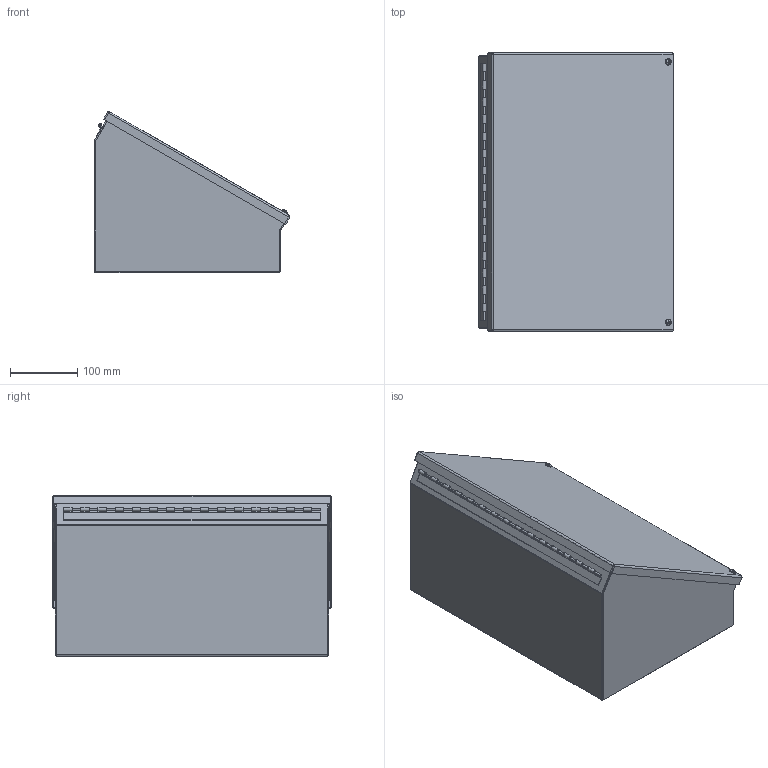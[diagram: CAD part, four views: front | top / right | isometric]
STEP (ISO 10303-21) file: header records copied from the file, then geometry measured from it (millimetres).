
FILE_DESCRIPTION(/* description */ ('WC_C, CONSOLET BACK, TOP, & BOTTOM, 12X16'),/* implementation_level */ '2;1');
FILE_NAME(/* name */ 'WC12C16.stp',/* time_stamp */ '2015-06-03T10:11:18+06:00',/* author */ ('schinnathambi'),/* organization */ (''),/* preprocessor_version */ 'ST-DEVELOPER v15.2',/* originating_system */ 'Autodesk Inventor 2014',/* authorisation */ '');
FILE_SCHEMA (('AP242_MANAGED_MODEL_BASED_3D_ENGINEERING_MIM_LF','AUTOMOTIVE_DESIGN { 1 0 10303 214 3 1 1 }'));
Length unit declared in the file: inch
Products named in the file (10): WC12C16BTB; WC12C16LID; WC12CLS; WC12CRS; 328125TH; 328125P; 372163; 39077; 34984; WC12C16
Bounding box: 290.93 x 414.34 x 239.28 mm (x, y, z)
Volume: 931427.4 mm3; surface area: 1010812.9 mm2
Topology: 12 solids, 12 shells, 368 faces, 904 edges, 566 vertices
Faces by surface type: plane 233, cylinder 83, cone 32, torus 10, bspline 8, sphere 2
Full cylindrical faces by diameter (mm): 2.54 x1, 2.957 x15, 3.962 x2, 4.826 x2, 4.978 x2, 6.299 x2, 6.528 x2, 7.061 x2, 7.144 x2, 9.474 x2, 10.312 x2, 11.506 x2
Entity records: 9310 total; most frequent: CARTESIAN_POINT 2064, DIRECTION 1426, ORIENTED_EDGE 1380, EDGE_CURVE 690, AXIS2_PLACEMENT_3D 484, LINE 458, VECTOR 458, VERTEX_POINT 446
